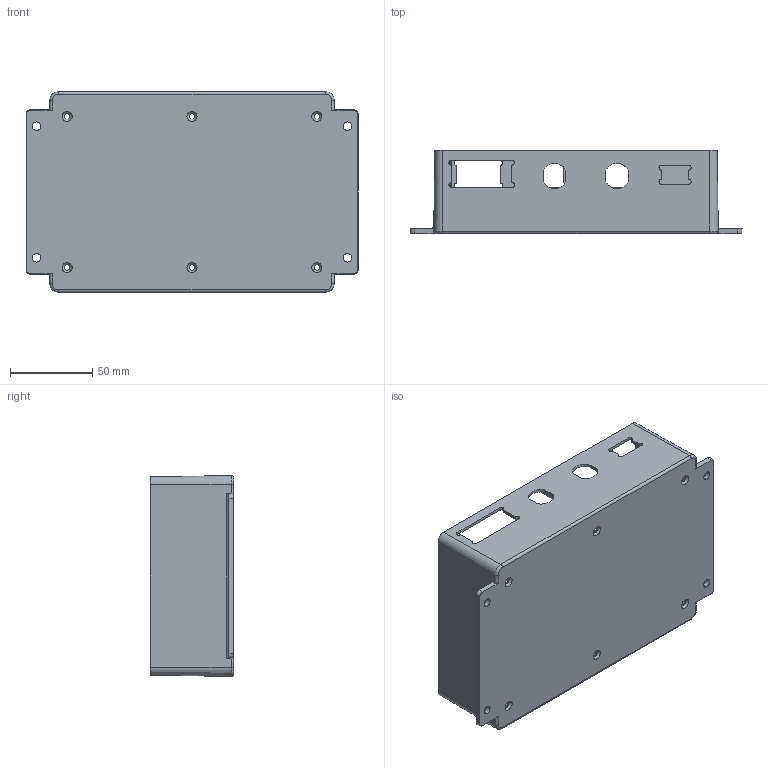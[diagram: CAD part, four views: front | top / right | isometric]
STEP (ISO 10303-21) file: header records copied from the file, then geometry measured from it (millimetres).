
FILE_DESCRIPTION(('FreeCAD Model'),'2;1');
FILE_NAME('Open CASCADE Shape Model','2022-06-27T10:27:18',('Author'),( ''),'Open CASCADE STEP processor 7.5','FreeCAD','Unknown');
FILE_SCHEMA(('AUTOMOTIVE_DESIGN { 1 0 10303 214 1 1 1 1 }'));
Length unit declared in the file: millimetre
Products named in the file (1): Body
Bounding box: 202 x 50.8 x 122.12 mm (x, y, z)
Volume: 131006.8 mm3; surface area: 102393.2 mm2
Topology: 1 solids, 1 shells, 265 faces, 738 edges, 457 vertices
Faces by surface type: plane 112, cylinder 81, cone 47, torus 13, bspline 12
Full cylindrical faces by diameter (mm): 3.4 x6
Entity records: 29480 total; most frequent: CARTESIAN_POINT 15557, DIRECTION 2497, LINE 1515, VECTOR 1515, ORIENTED_EDGE 1428, PCURVE 1428, DEFINITIONAL_REPRESENTATION 1428, EDGE_CURVE 714
